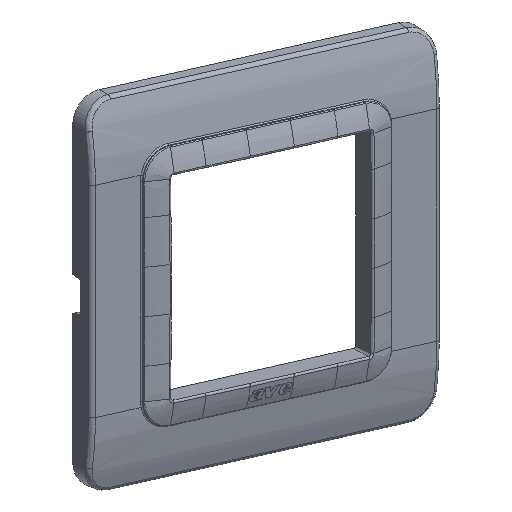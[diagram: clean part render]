
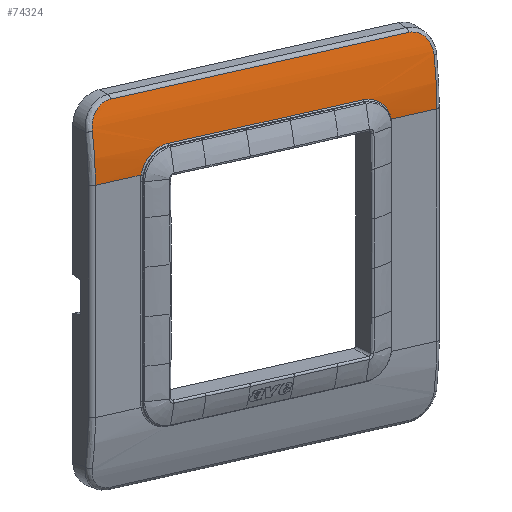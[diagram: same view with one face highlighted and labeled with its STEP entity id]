
A CAD part, top view. The second image highlights one B-rep face of the part: STEP entity #74324.
In plain terms, the highlighted cylindrical face has radius 55 mm (diameter 110 mm), a partial arc.
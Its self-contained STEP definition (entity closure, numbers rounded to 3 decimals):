
#72673=CARTESIAN_POINT('Vertex',(38.781,23.454,6.)) ;
#72731=CARTESIAN_POINT('Vertex',(38.825,34.022,4.975)) ;
#72735=CARTESIAN_POINT('Control Point',(38.781,23.454,6.)) ;
#72736=CARTESIAN_POINT('Control Point',(38.781,25.58,6.)) ;
#72737=CARTESIAN_POINT('Control Point',(38.785,27.707,5.897)) ;
#72738=CARTESIAN_POINT('Control Point',(38.794,29.828,5.692)) ;
#72739=CARTESIAN_POINT('Control Point',(38.807,31.934,5.384)) ;
#72740=CARTESIAN_POINT('Control Point',(38.825,34.022,4.975)) ;
#72810=CARTESIAN_POINT('Vertex',(33.884,39.165,3.708)) ;
#72814=CARTESIAN_POINT('Control Point',(33.884,39.165,3.708)) ;
#72815=CARTESIAN_POINT('Control Point',(34.21,39.165,3.708)) ;
#72816=CARTESIAN_POINT('Control Point',(34.535,39.137,3.716)) ;
#72817=CARTESIAN_POINT('Control Point',(34.858,39.082,3.733)) ;
#72818=CARTESIAN_POINT('Control Point',(35.574,38.897,3.788)) ;
#72819=CARTESIAN_POINT('Control Point',(36.243,38.58,3.879)) ;
#72820=CARTESIAN_POINT('Control Point',(36.595,38.364,3.941)) ;
#72821=CARTESIAN_POINT('Control Point',(37.432,37.724,4.12)) ;
#72822=CARTESIAN_POINT('Control Point',(38.077,36.884,4.339)) ;
#72823=CARTESIAN_POINT('Control Point',(38.386,36.316,4.48)) ;
#72824=CARTESIAN_POINT('Control Point',(38.676,35.507,4.668)) ;
#72825=CARTESIAN_POINT('Control Point',(38.798,34.662,4.847)) ;
#72826=CARTESIAN_POINT('Control Point',(38.818,34.449,4.89)) ;
#72827=CARTESIAN_POINT('Control Point',(38.826,34.235,4.933)) ;
#72828=CARTESIAN_POINT('Control Point',(38.825,34.022,4.975)) ;
#72842=CARTESIAN_POINT('Line Origine',(19.899,39.165,3.708)) ;
#72846=CARTESIAN_POINT('Vertex',(-33.884,39.165,3.708)) ;
#72917=CARTESIAN_POINT('Control Point',(-33.884,39.165,3.708)) ;
#72918=CARTESIAN_POINT('Control Point',(-34.21,39.165,3.708)) ;
#72919=CARTESIAN_POINT('Control Point',(-34.535,39.137,3.716)) ;
#72920=CARTESIAN_POINT('Control Point',(-34.858,39.082,3.733)) ;
#72921=CARTESIAN_POINT('Control Point',(-35.574,38.897,3.788)) ;
#72922=CARTESIAN_POINT('Control Point',(-36.243,38.58,3.879)) ;
#72923=CARTESIAN_POINT('Control Point',(-36.595,38.364,3.941)) ;
#72924=CARTESIAN_POINT('Control Point',(-37.432,37.724,4.12)) ;
#72925=CARTESIAN_POINT('Control Point',(-38.077,36.884,4.339)) ;
#72926=CARTESIAN_POINT('Control Point',(-38.386,36.316,4.48)) ;
#72927=CARTESIAN_POINT('Control Point',(-38.676,35.507,4.668)) ;
#72928=CARTESIAN_POINT('Control Point',(-38.798,34.662,4.847)) ;
#72929=CARTESIAN_POINT('Control Point',(-38.818,34.449,4.89)) ;
#72930=CARTESIAN_POINT('Control Point',(-38.826,34.235,4.933)) ;
#72931=CARTESIAN_POINT('Control Point',(-38.825,34.022,4.975)) ;
#72932=CARTESIAN_POINT('Vertex',(-38.825,34.022,4.975)) ;
#73028=CARTESIAN_POINT('Vertex',(-38.781,23.454,6.)) ;
#73081=CARTESIAN_POINT('Control Point',(-38.781,23.454,6.)) ;
#73082=CARTESIAN_POINT('Control Point',(-38.781,25.58,6.)) ;
#73083=CARTESIAN_POINT('Control Point',(-38.785,27.707,5.897)) ;
#73084=CARTESIAN_POINT('Control Point',(-38.794,29.828,5.692)) ;
#73085=CARTESIAN_POINT('Control Point',(-38.807,31.934,5.384)) ;
#73086=CARTESIAN_POINT('Control Point',(-38.825,34.022,4.975)) ;
#74240=CARTESIAN_POINT('Line Origine',(33.603,23.454,6.)) ;
#74244=CARTESIAN_POINT('Vertex',(28.425,23.454,6.)) ;
#74275=CARTESIAN_POINT('Axis2P3D Location',(34.5,23.454,-49.)) ;
#74280=CARTESIAN_POINT('Line Origine',(18.225,23.454,6.)) ;
#74284=CARTESIAN_POINT('Vertex',(-28.425,23.454,6.)) ;
#74288=CARTESIAN_POINT('Control Point',(-28.425,23.454,6.)) ;
#74289=CARTESIAN_POINT('Control Point',(-28.08,25.156,6.)) ;
#74290=CARTESIAN_POINT('Control Point',(-27.147,26.74,5.934)) ;
#74291=CARTESIAN_POINT('Control Point',(-25.683,27.929,5.82)) ;
#74292=CARTESIAN_POINT('Control Point',(-23.941,28.522,5.766)) ;
#74293=CARTESIAN_POINT('Control Point',(-22.2,28.522,5.766)) ;
#74294=CARTESIAN_POINT('Vertex',(-22.2,28.522,5.766)) ;
#74297=CARTESIAN_POINT('Line Origine',(18.225,28.522,5.766)) ;
#74301=CARTESIAN_POINT('Vertex',(22.2,28.522,5.766)) ;
#74305=CARTESIAN_POINT('Control Point',(22.2,28.522,5.766)) ;
#74306=CARTESIAN_POINT('Control Point',(23.941,28.522,5.766)) ;
#74307=CARTESIAN_POINT('Control Point',(25.683,27.929,5.82)) ;
#74308=CARTESIAN_POINT('Control Point',(27.147,26.74,5.934)) ;
#74309=CARTESIAN_POINT('Control Point',(28.08,25.156,6.)) ;
#74310=CARTESIAN_POINT('Control Point',(28.425,23.454,6.)) ;
#72843=DIRECTION('Vector Direction',(1.,0.,0.)) ;
#74241=DIRECTION('Vector Direction',(1.,0.,0.)) ;
#74276=DIRECTION('Axis2P3D Direction',(1.,0.,0.)) ;
#74277=DIRECTION('Axis2P3D XDirection',(0.,0.38,0.925)) ;
#74281=DIRECTION('Vector Direction',(1.,0.,0.)) ;
#74298=DIRECTION('Vector Direction',(1.,0.,0.)) ;
#74278=AXIS2_PLACEMENT_3D('Cylinder Axis2P3D',#74275,#74276,#74277) ;
#74313=ORIENTED_EDGE('',*,*,#74246,.T.) ;
#74314=ORIENTED_EDGE('',*,*,#72741,.T.) ;
#74315=ORIENTED_EDGE('',*,*,#72829,.T.) ;
#74316=ORIENTED_EDGE('',*,*,#72848,.F.) ;
#74317=ORIENTED_EDGE('',*,*,#72934,.F.) ;
#74318=ORIENTED_EDGE('',*,*,#73087,.F.) ;
#74319=ORIENTED_EDGE('',*,*,#74286,.F.) ;
#74320=ORIENTED_EDGE('',*,*,#74296,.F.) ;
#74321=ORIENTED_EDGE('',*,*,#74303,.F.) ;
#74322=ORIENTED_EDGE('',*,*,#74311,.F.) ;
#72844=VECTOR('Line Direction',#72843,1.) ;
#74242=VECTOR('Line Direction',#74241,1.) ;
#74282=VECTOR('Line Direction',#74281,1.) ;
#74299=VECTOR('Line Direction',#74298,1.) ;
#74324=ADVANCED_FACE('PartBody',(#74323),#74279,.T.) ;
#72734=B_SPLINE_CURVE_WITH_KNOTS('',5,(#72735,#72736,#72737,#72738,#72739,#72740),.UNSPECIFIED.,.F.,.U.,(6,6),(37.584,52.488),.UNSPECIFIED.) ;
#72813=B_SPLINE_CURVE_WITH_KNOTS('',5,(#72814,#72815,#72816,#72817,#72818,#72819,#72820,#72821,#72822,#72823,#72824,#72825,#72826,#72827,#72828),.UNSPECIFIED.,.F.,.U.,(6,3,3,3,6),(18.827,21.371,24.598,29.621,31.296),.UNSPECIFIED.) ;
#72916=B_SPLINE_CURVE_WITH_KNOTS('',5,(#72917,#72918,#72919,#72920,#72921,#72922,#72923,#72924,#72925,#72926,#72927,#72928,#72929,#72930,#72931),.UNSPECIFIED.,.F.,.U.,(6,3,3,3,6),(18.827,21.371,24.598,29.621,31.296),.UNSPECIFIED.) ;
#73080=B_SPLINE_CURVE_WITH_KNOTS('',5,(#73081,#73082,#73083,#73084,#73085,#73086),.UNSPECIFIED.,.F.,.U.,(6,6),(37.584,52.488),.UNSPECIFIED.) ;
#74287=B_SPLINE_CURVE_WITH_KNOTS('',5,(#74288,#74289,#74290,#74291,#74292,#74293),.UNSPECIFIED.,.F.,.U.,(6,6),(4.489,16.514),.UNSPECIFIED.) ;
#74304=B_SPLINE_CURVE_WITH_KNOTS('',5,(#74305,#74306,#74307,#74308,#74309,#74310),.UNSPECIFIED.,.F.,.U.,(6,6),(16.514,28.539),.UNSPECIFIED.) ;
#74279=CYLINDRICAL_SURFACE('generated cylinder',#74278,55.) ;
#72741=EDGE_CURVE('',#72674,#72732,#72734,.T.) ;
#72829=EDGE_CURVE('',#72732,#72811,#72813,.F.) ;
#72848=EDGE_CURVE('',#72847,#72811,#72845,.T.) ;
#72934=EDGE_CURVE('',#72933,#72847,#72916,.F.) ;
#73087=EDGE_CURVE('',#73029,#72933,#73080,.T.) ;
#74246=EDGE_CURVE('',#74245,#72674,#74243,.T.) ;
#74286=EDGE_CURVE('',#74285,#73029,#74283,.F.) ;
#74296=EDGE_CURVE('',#74295,#74285,#74287,.F.) ;
#74303=EDGE_CURVE('',#74302,#74295,#74300,.F.) ;
#74311=EDGE_CURVE('',#74245,#74302,#74304,.F.) ;
#74312=EDGE_LOOP('',(#74313,#74314,#74315,#74316,#74317,#74318,#74319,#74320,#74321,#74322)) ;
#74323=FACE_OUTER_BOUND('',#74312,.T.) ;
#72845=LINE('Line',#72842,#72844) ;
#74243=LINE('Line',#74240,#74242) ;
#74283=LINE('Line',#74280,#74282) ;
#74300=LINE('Line',#74297,#74299) ;
#72674=VERTEX_POINT('',#72673) ;
#72732=VERTEX_POINT('',#72731) ;
#72811=VERTEX_POINT('',#72810) ;
#72847=VERTEX_POINT('',#72846) ;
#72933=VERTEX_POINT('',#72932) ;
#73029=VERTEX_POINT('',#73028) ;
#74245=VERTEX_POINT('',#74244) ;
#74285=VERTEX_POINT('',#74284) ;
#74295=VERTEX_POINT('',#74294) ;
#74302=VERTEX_POINT('',#74301) ;
